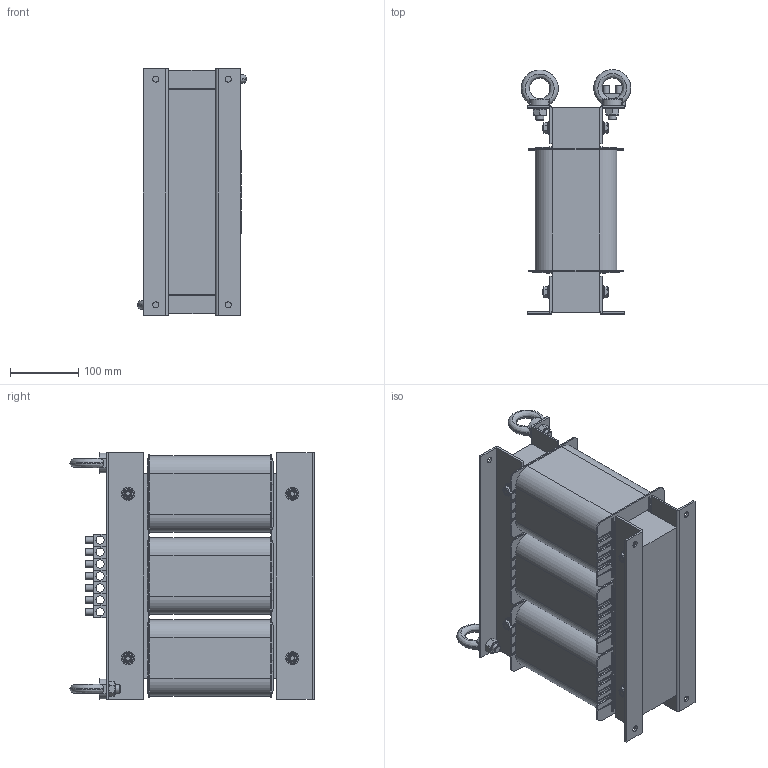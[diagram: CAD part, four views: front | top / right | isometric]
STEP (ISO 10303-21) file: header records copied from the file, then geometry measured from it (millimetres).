
FILE_DESCRIPTION(/* description */ (''),/* implementation_level */ '2;1');
FILE_NAME(/* name */ 'XMN02320960.stp',/* time_stamp */ '2023-03-28T11:33:12+02:00',/* author */ ('velazquez'),/* organization */ (''),/* preprocessor_version */ 'ST-DEVELOPER v19.2',/* originating_system */ 'Autodesk Inventor 2023',/* authorisation */ '');
FILE_SCHEMA (('AUTOMOTIVE_DESIGN { 1 0 10303 214 3 1 1 }'));
Length unit declared in the file: millimetre
Products named in the file (12): XMN02320960; UI 180 - 70 (300x300); UI 180_70_BOBINADO; RC60 NT060; centrador M8; DIN 125 - A 8,4; DIN 933 - M8  x 90; DIN 934 - M8; DIN 580 - M12; DIN 934 - M12; FICHA 25 7 ELEMENTOS; FICHA 25
Assembly tree (44 placements, depth 3):
  XMN02320960
    UI 180 - 70 (300x300)
    UI 180_70_BOBINADO  x3
    RC60 NT060  x4
    centrador M8  x8
    DIN 125 - A 8,4  x8
    DIN 933 - M8  x 90  x4
    DIN 934 - M8  x4
    DIN 580 - M12  x2
    DIN 934 - M12  x2
    FICHA 25 7 ELEMENTOS
      FICHA 25  x7
Bounding box: 160 x 357 x 360 mm (x, y, z)
Volume: 9630831.6 mm3; surface area: 1407716.9 mm2
Topology: 43 solids, 52 shells, 1315 faces, 3179 edges, 2003 vertices
Faces by surface type: plane 958, cylinder 265, cone 62, torus 22, bspline 8
Full cylindrical faces by diameter (mm): 6.647 x4, 7.323 x4, 8 x12, 8.4 x8, 9 x22, 9.6 x8, 10.106 x2, 10.5 x8, 10.8 x2, 11 x4, 11.4 x4, 12 x9, 16 x8, 19 x8
Entity records: 13438 total; most frequent: CARTESIAN_POINT 2774, DIRECTION 2108, ORIENTED_EDGE 2064, EDGE_CURVE 1032, LINE 782, VECTOR 782, AXIS2_PLACEMENT_3D 663, VERTEX_POINT 650
